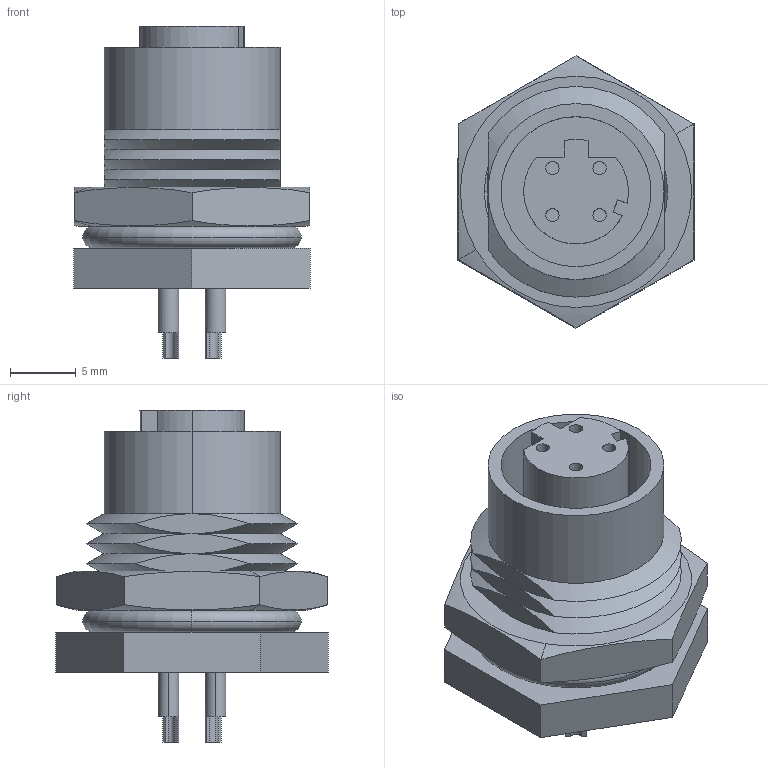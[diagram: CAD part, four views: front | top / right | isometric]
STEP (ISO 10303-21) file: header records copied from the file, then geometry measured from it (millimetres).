
FILE_DESCRIPTION (( 'STEP AP214' ), '1' );
FILE_NAME ('CON-M124SLDF.STEP', '2010-02-25T22:05:22', ( 'Windows XP Mode' ), ( '' ), 'SwSTEP 2.0', 'SolidWorks 2008', '' );
FILE_SCHEMA (( 'AUTOMOTIVE_DESIGN' ));
Length unit declared in the file: inch
Products named in the file (4): 3AA02-021; CON-M124SLDF; 3AA13-005
Assembly tree (3 placements, depth 2):
  CON-M124SLDF
    3AA13-005
    CON-M124SLDF
    3AA02-021
Bounding box: 17.98 x 20.77 x 25.3 mm (x, y, z)
Volume: 3264.6 mm3; surface area: 3227.8 mm2
Topology: 3 solids, 3 shells, 241 faces, 599 edges, 386 vertices
Faces by surface type: plane 119, bspline 56, cylinder 38, cone 20, torus 8
Entity records: 12942 total; most frequent: CARTESIAN_POINT 5004, ORIENTED_EDGE 1198, DIRECTION 943, EDGE_CURVE 599, VERTEX_POINT 386, AXIS2_PLACEMENT_3D 317, VECTOR 309, LINE 309
